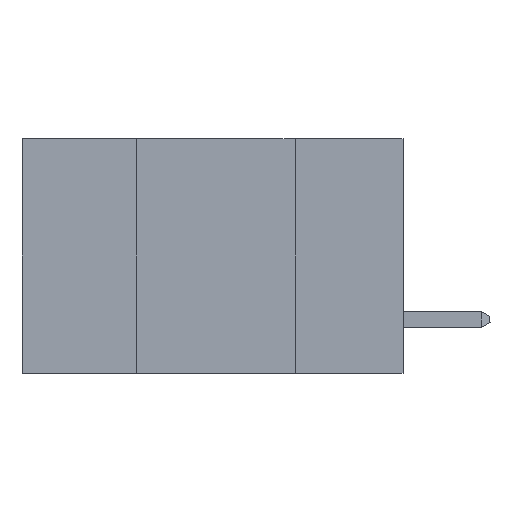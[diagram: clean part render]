
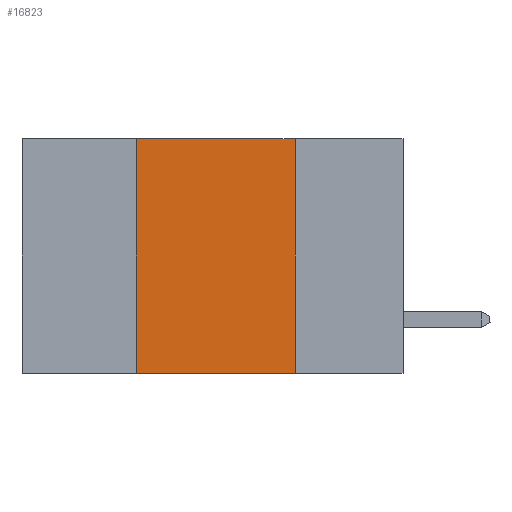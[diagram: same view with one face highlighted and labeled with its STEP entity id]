
A CAD part, left-side view. The second image highlights one B-rep face of the part: STEP entity #16823.
In plain terms, the highlighted planar face has unit normal (-1, 0, 0).
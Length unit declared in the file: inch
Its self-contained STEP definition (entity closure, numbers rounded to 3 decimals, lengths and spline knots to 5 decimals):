
#538 = EDGE_CURVE ( 'NONE', #2712, #3281, #25588, .T. ) ;
#1329 = VECTOR ( 'NONE', #18366, 39.37008 ) ;
#1680 = AXIS2_PLACEMENT_3D ( 'NONE', #23878, #23704, #3579 ) ;
#2670 = LINE ( 'NONE', #20566, #22538 ) ;
#2712 = VERTEX_POINT ( 'NONE', #10099 ) ;
#3002 = CARTESIAN_POINT ( 'NONE',  ( 0., 0.17, 0. ) ) ;
#3199 = CARTESIAN_POINT ( 'NONE',  ( 0., 0.17, -0.37 ) ) ;
#3230 = CARTESIAN_POINT ( 'NONE',  ( 0., 0.42, 0. ) ) ;
#3281 = VERTEX_POINT ( 'NONE', #3199 ) ;
#3579 = DIRECTION ( 'NONE',  ( 0., 0., -1. ) ) ;
#4634 = CARTESIAN_POINT ( 'NONE',  ( 0., 0.42, -0.37 ) ) ;
#5595 = ORIENTED_EDGE ( 'NONE', *, *, #22145, .F. ) ;
#6585 = VERTEX_POINT ( 'NONE', #4634 ) ;
#7919 = VERTEX_POINT ( 'NONE', #3230 ) ;
#8100 = ORIENTED_EDGE ( 'NONE', *, *, #538, .F. ) ;
#8117 = EDGE_CURVE ( 'NONE', #6585, #3281, #2670, .T. ) ;
#9584 = LINE ( 'NONE', #18015, #25719 ) ;
#9762 = PLANE ( 'NONE',  #1680 ) ;
#10090 = DIRECTION ( 'NONE',  ( 0., 0., 1. ) ) ;
#10099 = CARTESIAN_POINT ( 'NONE',  ( 0., 0.17, 0. ) ) ;
#11623 = VECTOR ( 'NONE', #17262, 39.37008 ) ;
#11999 = LINE ( 'NONE', #12112, #1329 ) ;
#12112 = CARTESIAN_POINT ( 'NONE',  ( 0., 0.6, 0. ) ) ;
#12437 = EDGE_LOOP ( 'NONE', ( #8100, #5595, #16744, #19403 ) ) ;
#15444 = FACE_OUTER_BOUND ( 'NONE', #12437, .T. ) ;
#16588 = DIRECTION ( 'NONE',  ( 0., -1., 0. ) ) ;
#16744 = ORIENTED_EDGE ( 'NONE', *, *, #20591, .F. ) ;
#16823 = ADVANCED_FACE ( 'NONE', ( #15444 ), #9762, .F. ) ;
#17262 = DIRECTION ( 'NONE',  ( 0., 0., -1. ) ) ;
#18015 = CARTESIAN_POINT ( 'NONE',  ( 0., 0.42, 0. ) ) ;
#18366 = DIRECTION ( 'NONE',  ( 0., -1., 0. ) ) ;
#19403 = ORIENTED_EDGE ( 'NONE', *, *, #8117, .T. ) ;
#20566 = CARTESIAN_POINT ( 'NONE',  ( 0., 0.6, -0.37 ) ) ;
#20591 = EDGE_CURVE ( 'NONE', #6585, #7919, #9584, .T. ) ;
#22145 = EDGE_CURVE ( 'NONE', #7919, #2712, #11999, .T. ) ;
#22538 = VECTOR ( 'NONE', #16588, 39.37008 ) ;
#23704 = DIRECTION ( 'NONE',  ( 1., 0., 0. ) ) ;
#23878 = CARTESIAN_POINT ( 'NONE',  ( 0., 0.6, 0. ) ) ;
#25588 = LINE ( 'NONE', #3002, #11623 ) ;
#25719 = VECTOR ( 'NONE', #10090, 39.37008 ) ;
